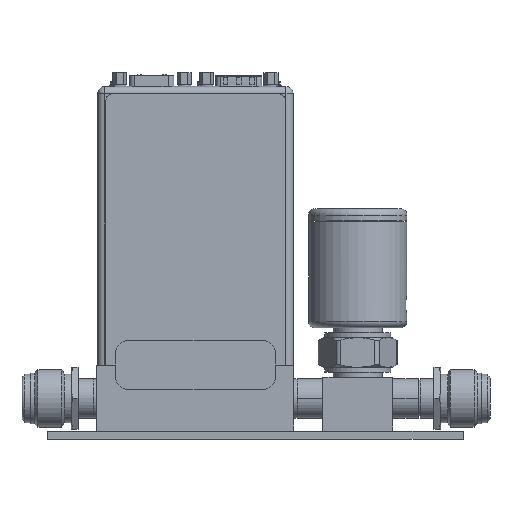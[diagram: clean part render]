
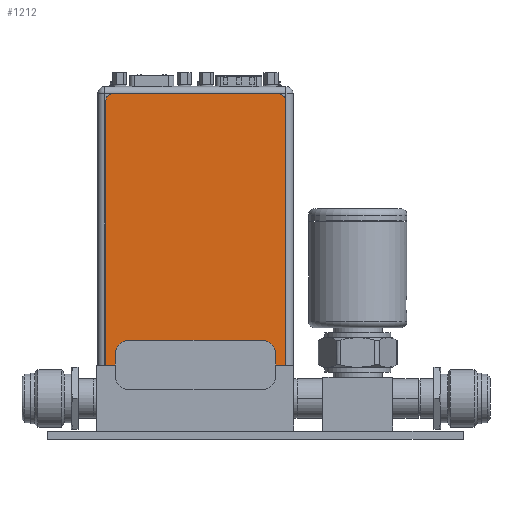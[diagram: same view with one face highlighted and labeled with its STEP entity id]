
A CAD part, top view. The second image highlights one B-rep face of the part: STEP entity #1212.
In plain terms, the highlighted planar face has unit normal (0, 0, 1).
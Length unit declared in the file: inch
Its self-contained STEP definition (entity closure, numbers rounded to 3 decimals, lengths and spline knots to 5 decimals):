
#1033=DIRECTION('',(0.,1.,0.));
#1034=VECTOR('',#1033,4.04);
#1035=CARTESIAN_POINT('',(2.73,0.,0.004));
#1036=LINE('',#1035,#1034);
#1041=DIRECTION('',(1.,0.,0.));
#1042=VECTOR('',#1041,2.73);
#1043=CARTESIAN_POINT('',(0.,0.,0.004));
#1044=LINE('',#1043,#1042);
#1045=DIRECTION('',(0.,-1.,0.));
#1046=VECTOR('',#1045,4.04);
#1047=CARTESIAN_POINT('',(0.,4.04,0.004));
#1048=LINE('',#1047,#1046);
#1057=DIRECTION('',(-1.,0.,0.));
#1058=VECTOR('',#1057,2.53);
#1059=CARTESIAN_POINT('',(2.63,4.14,0.004));
#1060=LINE('',#1059,#1058);
#1061=CARTESIAN_POINT('',(2.63,4.04,0.004));
#1062=DIRECTION('',(0.,0.,-1.));
#1063=DIRECTION('',(0.,1.,0.));
#1064=AXIS2_PLACEMENT_3D('',#1061,#1062,#1063);
#1066=CARTESIAN_POINT('',(0.1,4.04,0.004));
#1067=DIRECTION('',(0.,0.,-1.));
#1068=DIRECTION('',(-1.,0.,0.));
#1069=AXIS2_PLACEMENT_3D('',#1066,#1067,#1068);
#1083=CARTESIAN_POINT('',(2.73,4.04,0.004));
#1084=VERTEX_POINT('',#1083);
#1085=CARTESIAN_POINT('',(2.63,4.14,0.004));
#1086=VERTEX_POINT('',#1085);
#1087=CARTESIAN_POINT('',(2.73,0.,0.004));
#1088=VERTEX_POINT('',#1087);
#1089=CARTESIAN_POINT('',(0.,0.,0.004));
#1090=VERTEX_POINT('',#1089);
#1091=CARTESIAN_POINT('',(0.,4.04,0.004));
#1092=VERTEX_POINT('',#1091);
#1093=CARTESIAN_POINT('',(0.1,4.14,0.004));
#1094=VERTEX_POINT('',#1093);
#1199=CARTESIAN_POINT('',(0.,0.,0.004));
#1200=DIRECTION('',(0.,0.,1.));
#1201=DIRECTION('',(1.,0.,0.));
#1202=AXIS2_PLACEMENT_3D('',#1199,#1200,#1201);
#1203=PLANE('',#1202);
#1204=ORIENTED_EDGE('',*,*,#1123,.T.);
#1205=ORIENTED_EDGE('',*,*,#1139,.F.);
#1206=ORIENTED_EDGE('',*,*,#1152,.F.);
#1207=ORIENTED_EDGE('',*,*,#1165,.F.);
#1208=ORIENTED_EDGE('',*,*,#1180,.T.);
#1209=ORIENTED_EDGE('',*,*,#1192,.F.);
#1210=EDGE_LOOP('',(#1204,#1205,#1206,#1207,#1208,#1209));
#1211=FACE_OUTER_BOUND('',#1210,.F.);
#1212=ADVANCED_FACE('',(#1211),#1203,.T.);
#1065=CIRCLE('',#1064,0.1);
#1070=CIRCLE('',#1069,0.1);
#1123=EDGE_CURVE('',#1086,#1084,#1065,.T.);
#1139=EDGE_CURVE('',#1088,#1084,#1036,.T.);
#1152=EDGE_CURVE('',#1090,#1088,#1044,.T.);
#1165=EDGE_CURVE('',#1092,#1090,#1048,.T.);
#1180=EDGE_CURVE('',#1092,#1094,#1070,.T.);
#1192=EDGE_CURVE('',#1086,#1094,#1060,.T.);
